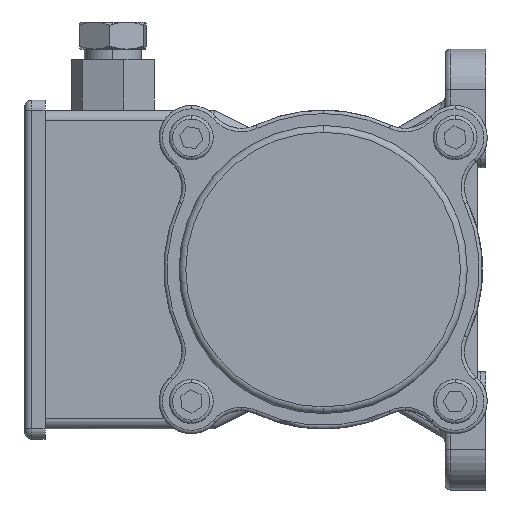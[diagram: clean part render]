
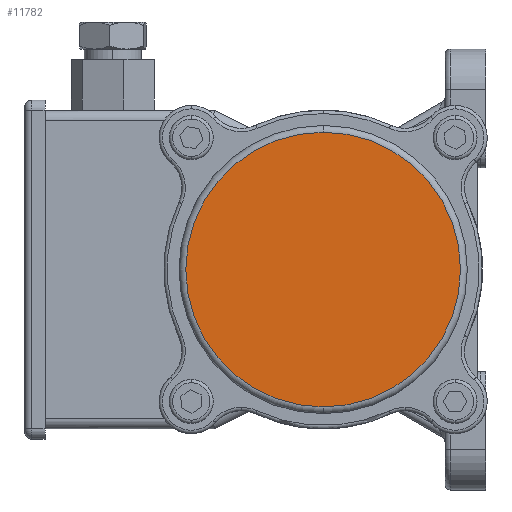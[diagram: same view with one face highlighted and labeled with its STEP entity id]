
A CAD part, left-side view. The second image highlights one B-rep face of the part: STEP entity #11782.
In plain terms, the highlighted planar face has unit normal (-1, 0, 0).
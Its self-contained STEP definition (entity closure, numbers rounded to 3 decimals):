
#1228 = AXIS2_PLACEMENT_3D ( 'NONE', #1800, #1805, #1806 ) ;
#1800 = CARTESIAN_POINT ( 'NONE',  ( -105.5, 0., 0. ) ) ;
#1802 = PLANE ( 'NONE',  #1228 ) ;
#1805 = DIRECTION ( 'NONE',  ( -1., 0., 0. ) ) ;
#1806 = DIRECTION ( 'NONE',  ( 0., 0., 1. ) ) ;
#2602 = CARTESIAN_POINT ( 'NONE',  ( -105.5, 0., 40.5 ) ) ;
#4635 = FACE_OUTER_BOUND ( 'NONE', #7830, .T. ) ;
#5260 = CIRCLE ( 'NONE', #21289, 40.5 ) ;
#7830 = EDGE_LOOP ( 'NONE', ( #8507, #8508 ) ) ;
#8081 = CARTESIAN_POINT ( 'NONE',  ( -105.5, 0., -40.5 ) ) ;
#8507 = ORIENTED_EDGE ( 'NONE', *, *, #19590, .T. ) ;
#8508 = ORIENTED_EDGE ( 'NONE', *, *, #22777, .T. ) ;
#9895 = VERTEX_POINT ( 'NONE', #8081 ) ;
#10080 = VERTEX_POINT ( 'NONE', #2602 ) ;
#11782 = ADVANCED_FACE ( 'NONE', ( #4635 ), #1802, .T. ) ;
#15533 = CARTESIAN_POINT ( 'NONE',  ( -105.5, 0., 0. ) ) ;
#15534 = DIRECTION ( 'NONE',  ( -1., 0., 0. ) ) ;
#15535 = DIRECTION ( 'NONE',  ( 0., 0., 1. ) ) ;
#19590 = EDGE_CURVE ( 'NONE', #10080, #9895, #5260, .T. ) ;
#19694 = CIRCLE ( 'NONE', #22618, 40.5 ) ;
#21289 = AXIS2_PLACEMENT_3D ( 'NONE', #21710, #21711, #21712 ) ;
#21710 = CARTESIAN_POINT ( 'NONE',  ( -105.5, 0., 0. ) ) ;
#21711 = DIRECTION ( 'NONE',  ( -1., 0., 0. ) ) ;
#21712 = DIRECTION ( 'NONE',  ( 0., 0., 1. ) ) ;
#22618 = AXIS2_PLACEMENT_3D ( 'NONE', #15533, #15534, #15535 ) ;
#22777 = EDGE_CURVE ( 'NONE', #9895, #10080, #19694, .T. ) ;
